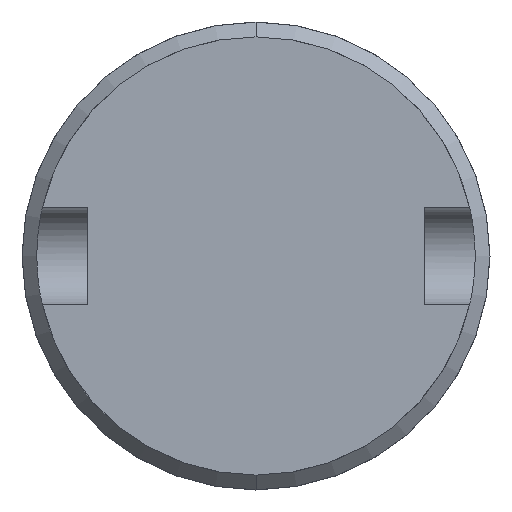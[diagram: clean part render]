
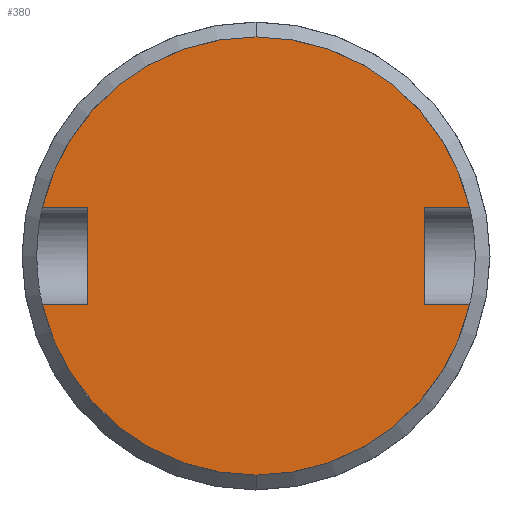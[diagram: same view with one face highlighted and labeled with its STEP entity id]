
A CAD part, front view. The second image highlights one B-rep face of the part: STEP entity #380.
In plain terms, the highlighted planar face has unit normal (0, -1, 0).
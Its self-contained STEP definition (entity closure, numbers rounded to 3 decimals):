
#3 = VERTEX_POINT ( 'NONE', #121 ) ;
#10 = LINE ( 'NONE', #545, #810 ) ;
#33 = VERTEX_POINT ( 'NONE', #663 ) ;
#36 = CARTESIAN_POINT ( 'NONE',  ( 0., -25., 0. ) ) ;
#47 = ORIENTED_EDGE ( 'NONE', *, *, #839, .F. ) ;
#52 = EDGE_CURVE ( 'NONE', #644, #531, #500, .T. ) ;
#56 = DIRECTION ( 'NONE',  ( -1., 0., 0. ) ) ;
#57 = CARTESIAN_POINT ( 'NONE',  ( 6.831, -25., -1.984 ) ) ;
#59 = DIRECTION ( 'NONE',  ( 0., 0., 1. ) ) ;
#62 = DIRECTION ( 'NONE',  ( 0., 0., 1. ) ) ;
#66 = EDGE_CURVE ( 'NONE', #531, #33, #615, .T. ) ;
#82 = AXIS2_PLACEMENT_3D ( 'NONE', #89, #354, #510 ) ;
#89 = CARTESIAN_POINT ( 'NONE',  ( 0., -25., 0. ) ) ;
#99 = LINE ( 'NONE', #383, #526 ) ;
#112 = DIRECTION ( 'NONE',  ( 0., 0., 1. ) ) ;
#118 = AXIS2_PLACEMENT_3D ( 'NONE', #803, #271, #62 ) ;
#121 = CARTESIAN_POINT ( 'NONE',  ( -8.671, -25., -1.984 ) ) ;
#127 = VECTOR ( 'NONE', #270, 1000. ) ;
#132 = ORIENTED_EDGE ( 'NONE', *, *, #662, .F. ) ;
#133 = CARTESIAN_POINT ( 'NONE',  ( 6.831, -25., 1.984 ) ) ;
#149 = DIRECTION ( 'NONE',  ( 0., 1., 0. ) ) ;
#153 = VERTEX_POINT ( 'NONE', #714 ) ;
#156 = EDGE_CURVE ( 'NONE', #211, #33, #845, .T. ) ;
#172 = CIRCLE ( 'NONE', #82, 8.895 ) ;
#185 = CIRCLE ( 'NONE', #667, 8.895 ) ;
#188 = CARTESIAN_POINT ( 'NONE',  ( 6.831, -25., 1.984 ) ) ;
#206 = DIRECTION ( 'NONE',  ( 0., 0., 1. ) ) ;
#211 = VERTEX_POINT ( 'NONE', #133 ) ;
#225 = DIRECTION ( 'NONE',  ( -1., 0., 0. ) ) ;
#233 = EDGE_CURVE ( 'NONE', #833, #701, #272, .T. ) ;
#254 = VERTEX_POINT ( 'NONE', #637 ) ;
#270 = DIRECTION ( 'NONE',  ( 1., 0., 0. ) ) ;
#271 = DIRECTION ( 'NONE',  ( 0., 1., 0. ) ) ;
#272 = LINE ( 'NONE', #544, #349 ) ;
#282 = EDGE_CURVE ( 'NONE', #833, #254, #185, .T. ) ;
#294 = ORIENTED_EDGE ( 'NONE', *, *, #310, .T. ) ;
#296 = DIRECTION ( 'NONE',  ( 0., 0., 1. ) ) ;
#310 = EDGE_CURVE ( 'NONE', #701, #211, #99, .T. ) ;
#337 = ORIENTED_EDGE ( 'NONE', *, *, #617, .F. ) ;
#349 = VECTOR ( 'NONE', #56, 1000. ) ;
#352 = VERTEX_POINT ( 'NONE', #444 ) ;
#354 = DIRECTION ( 'NONE',  ( 0., 1., 0. ) ) ;
#375 = ORIENTED_EDGE ( 'NONE', *, *, #473, .F. ) ;
#380 = ADVANCED_FACE ( 'NONE', ( #547 ), #680, .F. ) ;
#383 = CARTESIAN_POINT ( 'NONE',  ( 6.831, -25., 1.984 ) ) ;
#417 = AXIS2_PLACEMENT_3D ( 'NONE', #543, #659, #59 ) ;
#426 = ORIENTED_EDGE ( 'NONE', *, *, #282, .F. ) ;
#440 = VECTOR ( 'NONE', #225, 1000. ) ;
#444 = CARTESIAN_POINT ( 'NONE',  ( -6.831, -25., -1.984 ) ) ;
#452 = DIRECTION ( 'NONE',  ( 0., 1., 0. ) ) ;
#473 = EDGE_CURVE ( 'NONE', #352, #153, #10, .T. ) ;
#475 = DIRECTION ( 'NONE',  ( 0., 0., 1. ) ) ;
#500 = CIRCLE ( 'NONE', #118, 8.895 ) ;
#510 = DIRECTION ( 'NONE',  ( 0., 0., 1. ) ) ;
#526 = VECTOR ( 'NONE', #296, 1000. ) ;
#528 = DIRECTION ( 'NONE',  ( 1., 0., 0. ) ) ;
#531 = VERTEX_POINT ( 'NONE', #834 ) ;
#540 = ORIENTED_EDGE ( 'NONE', *, *, #156, .T. ) ;
#543 = CARTESIAN_POINT ( 'NONE',  ( 0., -25., 0. ) ) ;
#544 = CARTESIAN_POINT ( 'NONE',  ( 6.831, -25., -1.984 ) ) ;
#545 = CARTESIAN_POINT ( 'NONE',  ( -6.831, -25., 1.984 ) ) ;
#547 = FACE_OUTER_BOUND ( 'NONE', #632, .T. ) ;
#574 = CARTESIAN_POINT ( 'NONE',  ( -8.671, -25., 1.984 ) ) ;
#609 = CARTESIAN_POINT ( 'NONE',  ( 0., -25., 0. ) ) ;
#612 = CARTESIAN_POINT ( 'NONE',  ( -6.831, -25., -1.984 ) ) ;
#615 = CIRCLE ( 'NONE', #417, 8.895 ) ;
#617 = EDGE_CURVE ( 'NONE', #153, #644, #642, .T. ) ;
#625 = VECTOR ( 'NONE', #528, 1000. ) ;
#628 = ORIENTED_EDGE ( 'NONE', *, *, #233, .T. ) ;
#632 = EDGE_LOOP ( 'NONE', ( #628, #294, #540, #635, #825, #337, #375, #47, #132, #426 ) ) ;
#635 = ORIENTED_EDGE ( 'NONE', *, *, #66, .F. ) ;
#637 = CARTESIAN_POINT ( 'NONE',  ( 0., -25., -8.895 ) ) ;
#642 = LINE ( 'NONE', #699, #440 ) ;
#644 = VERTEX_POINT ( 'NONE', #574 ) ;
#659 = DIRECTION ( 'NONE',  ( 0., 1., 0. ) ) ;
#662 = EDGE_CURVE ( 'NONE', #254, #3, #172, .T. ) ;
#663 = CARTESIAN_POINT ( 'NONE',  ( 8.671, -25., 1.984 ) ) ;
#667 = AXIS2_PLACEMENT_3D ( 'NONE', #36, #452, #112 ) ;
#679 = AXIS2_PLACEMENT_3D ( 'NONE', #609, #149, #206 ) ;
#680 = PLANE ( 'NONE',  #679 ) ;
#699 = CARTESIAN_POINT ( 'NONE',  ( -6.831, -25., 1.984 ) ) ;
#701 = VERTEX_POINT ( 'NONE', #57 ) ;
#714 = CARTESIAN_POINT ( 'NONE',  ( -6.831, -25., 1.984 ) ) ;
#799 = CARTESIAN_POINT ( 'NONE',  ( 8.671, -25., -1.984 ) ) ;
#802 = LINE ( 'NONE', #612, #127 ) ;
#803 = CARTESIAN_POINT ( 'NONE',  ( 0., -25., 0. ) ) ;
#810 = VECTOR ( 'NONE', #475, 1000. ) ;
#825 = ORIENTED_EDGE ( 'NONE', *, *, #52, .F. ) ;
#833 = VERTEX_POINT ( 'NONE', #799 ) ;
#834 = CARTESIAN_POINT ( 'NONE',  ( 0., -25., 8.895 ) ) ;
#839 = EDGE_CURVE ( 'NONE', #3, #352, #802, .T. ) ;
#845 = LINE ( 'NONE', #188, #625 ) ;
